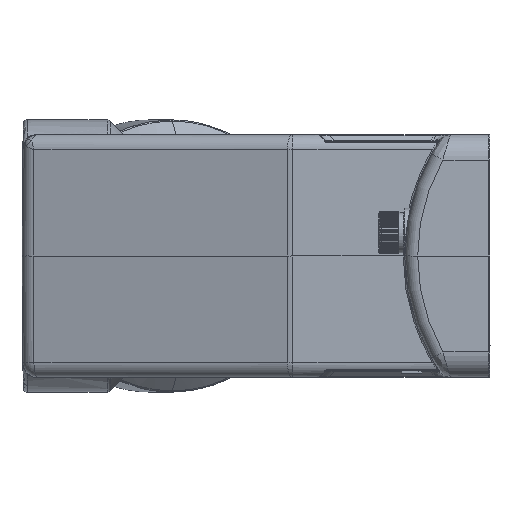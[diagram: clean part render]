
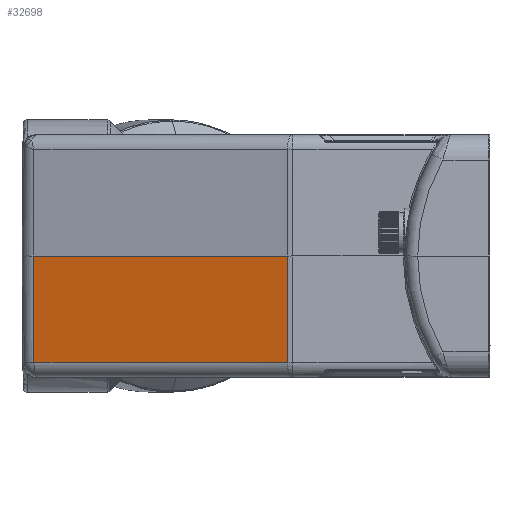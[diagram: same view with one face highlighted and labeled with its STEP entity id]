
A CAD part, left-side view. The second image highlights one B-rep face of the part: STEP entity #32698.
In plain terms, the highlighted planar face has unit normal (-0.966, 0.259, -0.009).
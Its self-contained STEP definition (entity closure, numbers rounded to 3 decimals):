
#20680=DIRECTION('',(0.009,-0.001,-1.));
#20681=VECTOR('',#20680,25.032);
#20682=CARTESIAN_POINT('',(-58.83,47.636,
0.));
#20683=LINE('',#20682,#20681);
#20684=DIRECTION('',(-0.007,0.009,1.));
#20685=VECTOR('',#20684,25.032);
#20686=CARTESIAN_POINT('',(-42.647,107.188,
-25.031));
#20687=LINE('',#20686,#20685);
#20688=DIRECTION('',(-0.259,-0.966,0.));
#20689=VECTOR('',#20688,61.682);
#20690=CARTESIAN_POINT('',(-42.647,107.188,
-25.031));
#20691=LINE('',#20690,#20689);
#22862=DIRECTION('',(0.259,0.966,0.));
#22863=VECTOR('',#22862,61.879);
#22864=CARTESIAN_POINT('',(-58.83,47.636,
0.));
#22865=LINE('',#22864,#22863);
#30270=CARTESIAN_POINT('',(-58.83,47.636,
0.));
#30271=CARTESIAN_POINT('',(-58.611,47.607,
-25.031));
#30272=VERTEX_POINT('',#30270);
#30273=VERTEX_POINT('',#30271);
#30274=CARTESIAN_POINT('',(-42.647,107.188,
-25.031));
#30275=CARTESIAN_POINT('',(-42.814,107.406,
0.));
#30276=VERTEX_POINT('',#30274);
#30277=VERTEX_POINT('',#30275);
#32684=CARTESIAN_POINT('',(-50.716,77.493,
-12.515));
#32685=DIRECTION('',(0.966,-0.259,0.009));
#32686=DIRECTION('',(0.259,0.966,0.));
#32687=AXIS2_PLACEMENT_3D('',#32684,#32685,#32686);
#32688=PLANE('',#32687);
#32689=ORIENTED_EDGE('',*,*,#32674,.T.);
#32691=ORIENTED_EDGE('',*,*,#32690,.F.);
#32693=ORIENTED_EDGE('',*,*,#32692,.T.);
#32695=ORIENTED_EDGE('',*,*,#32694,.F.);
#32696=EDGE_LOOP('',(#32689,#32691,#32693,#32695));
#32697=FACE_OUTER_BOUND('',#32696,.F.);
#32698=ADVANCED_FACE('',(#32697),#32688,.F.);
#32674=EDGE_CURVE('',#30272,#30273,#20683,.T.);
#32690=EDGE_CURVE('',#30276,#30273,#20691,.T.);
#32692=EDGE_CURVE('',#30276,#30277,#20687,.T.);
#32694=EDGE_CURVE('',#30272,#30277,#22865,.T.);
